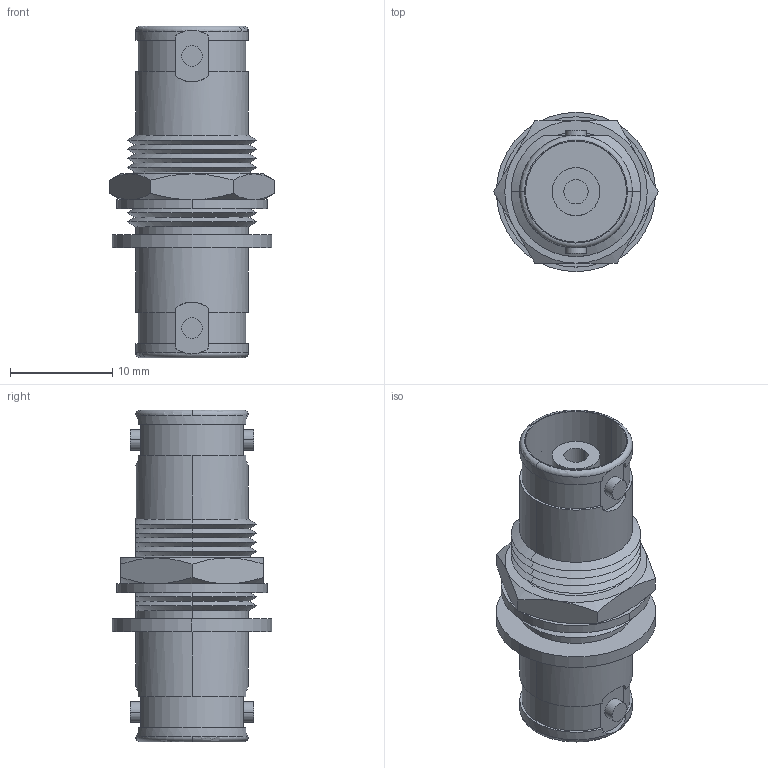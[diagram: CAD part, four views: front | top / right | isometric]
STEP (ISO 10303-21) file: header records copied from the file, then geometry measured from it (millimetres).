
FILE_DESCRIPTION (( 'STEP AP214' ), '1' );
FILE_NAME ('FMAD10061_3D.step', '2025-02-24T20:24:05', ( '' ), ( '' ), 'SwSTEP 2.0', 'SolidWorks 2022', '' );
FILE_SCHEMA (( 'AUTOMOTIVE_DESIGN' ));
Length unit declared in the file: inch
Products named in the file (4): FMAD10061_3D; Copy of 3AA02-008^FMAD10061; Copy of BA1089^FMAD10061; Copy of 3AA03-005^FMAD10061
Assembly tree (3 placements, depth 2):
  FMAD10061_3D
    Copy of BA1089^FMAD10061
    Copy of 3AA03-005^FMAD10061
    Copy of 3AA02-008^FMAD10061
Bounding box: 16.13 x 15.62 x 32.51 mm (x, y, z)
Volume: 2456.9 mm3; surface area: 3156.2 mm2
Topology: 3 solids, 3 shells, 256 faces, 658 edges, 420 vertices
Faces by surface type: cylinder 94, plane 86, cone 72, torus 4
Entity records: 8933 total; most frequent: CARTESIAN_POINT 1750, DIRECTION 1367, ORIENTED_EDGE 1316, EDGE_CURVE 658, AXIS2_PLACEMENT_3D 527, VERTEX_POINT 420, LINE 313, VECTOR 313
